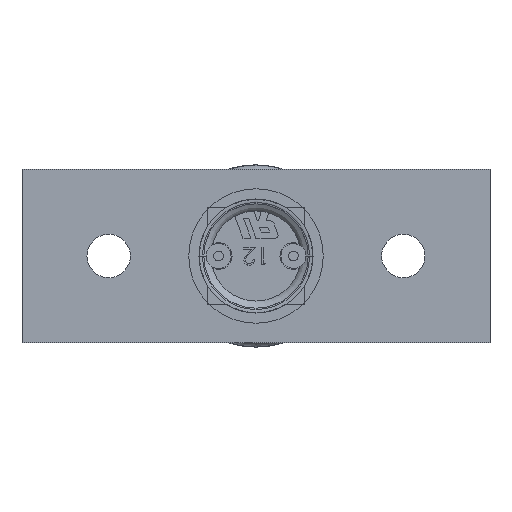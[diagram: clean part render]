
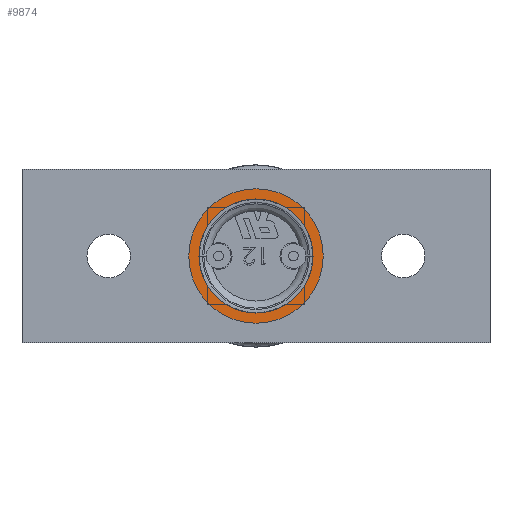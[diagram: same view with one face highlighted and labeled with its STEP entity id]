
A CAD part, front view. The second image highlights one B-rep face of the part: STEP entity #9874.
In plain terms, the highlighted planar face has unit normal (0, -1, 0).
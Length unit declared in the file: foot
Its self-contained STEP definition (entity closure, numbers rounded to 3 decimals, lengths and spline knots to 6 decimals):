
#607 = FACE_OUTER_BOUND ( 'NONE', #5375, .T. ) ;
#649 = CIRCLE ( 'NONE', #8371, 0.01715 ) ;
#845 = DIRECTION ( 'NONE',  ( 0., 1., 0. ) ) ;
#859 = DIRECTION ( 'NONE',  ( 0., 1., 0. ) ) ;
#1215 = DIRECTION ( 'NONE',  ( 0., 1., 0. ) ) ;
#1309 = EDGE_CURVE ( 'NONE', #15831, #17923, #13280, .T. ) ;
#1330 = DIRECTION ( 'NONE',  ( 0., 1., 0. ) ) ;
#1607 = AXIS2_PLACEMENT_3D ( 'NONE', #15049, #8436, #20018 ) ;
#3000 = AXIS2_PLACEMENT_3D ( 'NONE', #11106, #1215, #13071 ) ;
#5204 = CARTESIAN_POINT ( 'NONE',  ( 0.01715, 0.00625, 0. ) ) ;
#5213 = EDGE_CURVE ( 'NONE', #20722, #8894, #20402, .T. ) ;
#5375 = EDGE_LOOP ( 'NONE', ( #11270, #17213 ) ) ;
#6321 = CARTESIAN_POINT ( 'NONE',  ( -0.020208, 0.00625, 0. ) ) ;
#6778 = PLANE ( 'NONE',  #1607 ) ;
#8371 = AXIS2_PLACEMENT_3D ( 'NONE', #11221, #1330, #12903 ) ;
#8436 = DIRECTION ( 'NONE',  ( 0., -1., 0. ) ) ;
#8894 = VERTEX_POINT ( 'NONE', #20778 ) ;
#9760 = ORIENTED_EDGE ( 'NONE', *, *, #14659, .T. ) ;
#9874 = ADVANCED_FACE ( 'NONE', ( #12780, #607 ), #6778, .T. ) ;
#10737 = CARTESIAN_POINT ( 'NONE',  ( 0., 0.00625, 0. ) ) ;
#10755 = CARTESIAN_POINT ( 'NONE',  ( 0., 0.00625, 0. ) ) ;
#10942 = EDGE_CURVE ( 'NONE', #8894, #20722, #16286, .T. ) ;
#11106 = CARTESIAN_POINT ( 'NONE',  ( 0., 0.00625, 0. ) ) ;
#11221 = CARTESIAN_POINT ( 'NONE',  ( 0., 0.00625, 0. ) ) ;
#11270 = ORIENTED_EDGE ( 'NONE', *, *, #5213, .F. ) ;
#12431 = DIRECTION ( 'NONE',  ( -1., 0., 0. ) ) ;
#12446 = DIRECTION ( 'NONE',  ( 1., 0., 0. ) ) ;
#12780 = FACE_BOUND ( 'NONE', #14893, .T. ) ;
#12903 = DIRECTION ( 'NONE',  ( 1., 0., 0. ) ) ;
#13071 = DIRECTION ( 'NONE',  ( -1., 0., 0. ) ) ;
#13280 = CIRCLE ( 'NONE', #15306, 0.01715 ) ;
#14659 = EDGE_CURVE ( 'NONE', #17923, #15831, #649, .T. ) ;
#14893 = EDGE_LOOP ( 'NONE', ( #9760, #16087 ) ) ;
#14945 = AXIS2_PLACEMENT_3D ( 'NONE', #10737, #845, #12431 ) ;
#15049 = CARTESIAN_POINT ( 'NONE',  ( -0.020208, 0.00625, 0. ) ) ;
#15306 = AXIS2_PLACEMENT_3D ( 'NONE', #10755, #859, #12446 ) ;
#15831 = VERTEX_POINT ( 'NONE', #19328 ) ;
#16087 = ORIENTED_EDGE ( 'NONE', *, *, #1309, .T. ) ;
#16286 = CIRCLE ( 'NONE', #3000, 0.020208 ) ;
#17213 = ORIENTED_EDGE ( 'NONE', *, *, #10942, .F. ) ;
#17923 = VERTEX_POINT ( 'NONE', #5204 ) ;
#19328 = CARTESIAN_POINT ( 'NONE',  ( -0.01715, 0.00625, 0. ) ) ;
#20018 = DIRECTION ( 'NONE',  ( 1., 0., 0. ) ) ;
#20402 = CIRCLE ( 'NONE', #14945, 0.020208 ) ;
#20722 = VERTEX_POINT ( 'NONE', #6321 ) ;
#20778 = CARTESIAN_POINT ( 'NONE',  ( 0.020208, 0.00625, 0. ) ) ;
